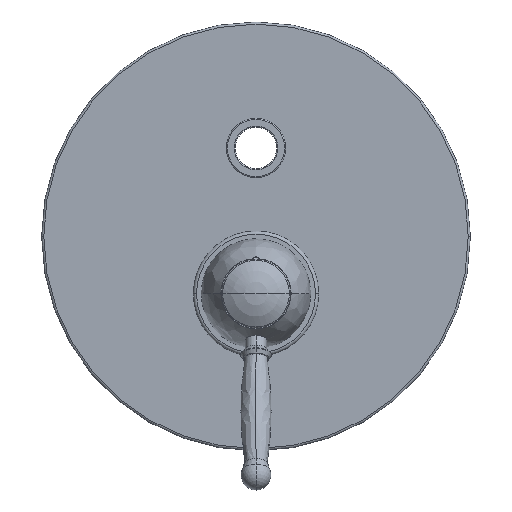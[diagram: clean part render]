
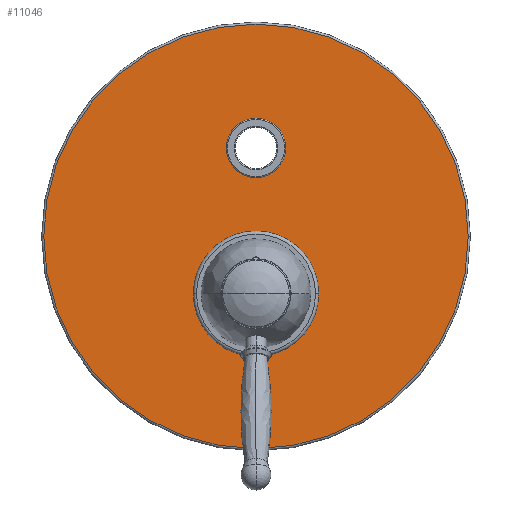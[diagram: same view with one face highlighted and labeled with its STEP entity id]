
A CAD part, top view. The second image highlights one B-rep face of the part: STEP entity #11046.
In plain terms, the highlighted face is planar.
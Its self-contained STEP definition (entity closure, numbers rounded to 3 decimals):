
#10758=CARTESIAN_POINT('',(0.,8.,0.));
#10759=DIRECTION('',(0.,1.,0.));
#10760=DIRECTION('',(1.,0.,0.));
#10761=AXIS2_PLACEMENT_3D('',#10758,#10759,#10760);
#10766=CARTESIAN_POINT('',(0.,8.,0.));
#10767=DIRECTION('',(0.,1.,0.));
#10768=DIRECTION('',(-1.,0.,0.));
#10769=AXIS2_PLACEMENT_3D('',#10766,#10767,#10768);
#10774=CARTESIAN_POINT('',(0.,8.,-26.75));
#10775=DIRECTION('',(0.,1.,0.));
#10776=DIRECTION('',(1.,0.,0.));
#10777=AXIS2_PLACEMENT_3D('',#10774,#10775,#10776);
#10782=CARTESIAN_POINT('',(0.,8.,-26.75));
#10783=DIRECTION('',(0.,1.,0.));
#10784=DIRECTION('',(-1.,0.,0.));
#10785=AXIS2_PLACEMENT_3D('',#10782,#10783,#10784);
#10790=CARTESIAN_POINT('',(0.,8.,41.25));
#10791=DIRECTION('',(0.,1.,0.));
#10792=DIRECTION('',(1.,0.,0.));
#10793=AXIS2_PLACEMENT_3D('',#10790,#10791,#10792);
#10798=CARTESIAN_POINT('',(0.,8.,41.25));
#10799=DIRECTION('',(0.,1.,0.));
#10800=DIRECTION('',(-1.,0.,0.));
#10801=AXIS2_PLACEMENT_3D('',#10798,#10799,#10800);
#10874=CARTESIAN_POINT('',(99.,8.,0.));
#10875=CARTESIAN_POINT('',(-99.,8.,0.));
#10876=VERTEX_POINT('',#10874);
#10877=VERTEX_POINT('',#10875);
#10890=CARTESIAN_POINT('',(26.75,8.,-26.75));
#10891=CARTESIAN_POINT('',(-26.75,8.,-26.75));
#10892=VERTEX_POINT('',#10890);
#10893=VERTEX_POINT('',#10891);
#10894=CARTESIAN_POINT('',(11.5,8.,41.25));
#10895=CARTESIAN_POINT('',(-11.5,8.,41.25));
#10896=VERTEX_POINT('',#10894);
#10897=VERTEX_POINT('',#10895);
#11024=CARTESIAN_POINT('',(0.,8.,0.));
#11025=DIRECTION('',(0.,-1.,0.));
#11026=DIRECTION('',(-1.,0.,0.));
#11027=AXIS2_PLACEMENT_3D('',#11024,#11025,#11026);
#11028=PLANE('',#11027);
#11029=ORIENTED_EDGE('',*,*,#11014,.F.);
#11031=ORIENTED_EDGE('',*,*,#11030,.F.);
#11032=EDGE_LOOP('',(#11029,#11031));
#11033=FACE_OUTER_BOUND('',#11032,.F.);
#11035=ORIENTED_EDGE('',*,*,#11034,.T.);
#11037=ORIENTED_EDGE('',*,*,#11036,.T.);
#11038=EDGE_LOOP('',(#11035,#11037));
#11039=FACE_BOUND('',#11038,.F.);
#11041=ORIENTED_EDGE('',*,*,#11040,.T.);
#11043=ORIENTED_EDGE('',*,*,#11042,.T.);
#11044=EDGE_LOOP('',(#11041,#11043));
#11045=FACE_BOUND('',#11044,.F.);
#11046=ADVANCED_FACE('',(#11033,#11039,#11045),#11028,.F.);
#10762=CIRCLE('',#10761,99.);
#10770=CIRCLE('',#10769,99.);
#10778=CIRCLE('',#10777,26.75);
#10786=CIRCLE('',#10785,26.75);
#10794=CIRCLE('',#10793,11.5);
#10802=CIRCLE('',#10801,11.5);
#11014=EDGE_CURVE('',#10876,#10877,#10762,.T.);
#11030=EDGE_CURVE('',#10877,#10876,#10770,.T.);
#11034=EDGE_CURVE('',#10892,#10893,#10778,.T.);
#11036=EDGE_CURVE('',#10893,#10892,#10786,.T.);
#11040=EDGE_CURVE('',#10896,#10897,#10794,.T.);
#11042=EDGE_CURVE('',#10897,#10896,#10802,.T.);
